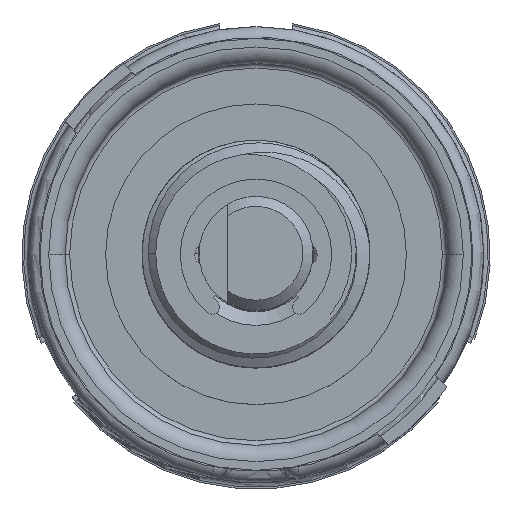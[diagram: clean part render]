
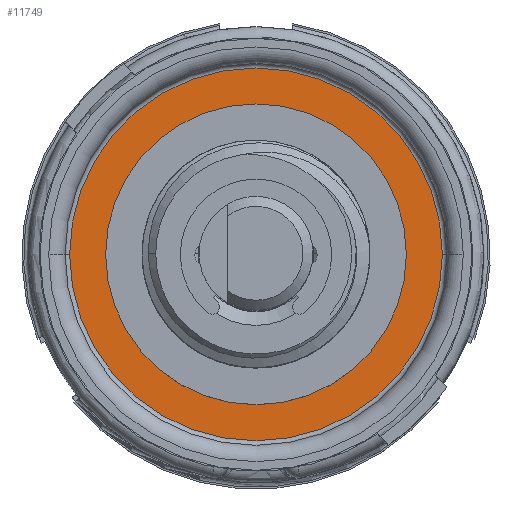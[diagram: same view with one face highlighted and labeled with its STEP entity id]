
A CAD part, top view. The second image highlights one B-rep face of the part: STEP entity #11749.
In plain terms, the highlighted planar face has unit normal (0, 0, 1).
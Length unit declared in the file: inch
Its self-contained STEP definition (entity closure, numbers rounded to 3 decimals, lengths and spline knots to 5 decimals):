
#4916=CARTESIAN_POINT('',(0.,0.,0.418));
#4917=DIRECTION('',(0.,0.,-1.));
#4918=DIRECTION('',(1.,0.,0.));
#4919=AXIS2_PLACEMENT_3D('',#4916,#4917,#4918);
#4929=CARTESIAN_POINT('',(0.,0.,0.418));
#4930=DIRECTION('',(0.,0.,-1.));
#4931=DIRECTION('',(1.,0.,0.));
#4932=AXIS2_PLACEMENT_3D('',#4929,#4930,#4931);
#4934=CARTESIAN_POINT('',(0.,0.,0.418));
#4935=DIRECTION('',(0.,0.,-1.));
#4936=DIRECTION('',(-1.,0.,0.));
#4937=AXIS2_PLACEMENT_3D('',#4934,#4935,#4936);
#5331=CARTESIAN_POINT('',(0.,0.,0.418));
#5332=DIRECTION('',(0.,0.,-1.));
#5333=DIRECTION('',(-1.,0.,0.));
#5334=AXIS2_PLACEMENT_3D('',#5331,#5332,#5333);
#6191=CARTESIAN_POINT('',(-0.165,0.,0.418));
#6192=CARTESIAN_POINT('',(0.165,0.,0.418));
#6193=VERTEX_POINT('',#6191);
#6194=VERTEX_POINT('',#6192);
#6774=CARTESIAN_POINT('',(-0.2045,0.,0.418));
#6776=VERTEX_POINT('',#6774);
#6793=CARTESIAN_POINT('',(0.2045,0.,0.418));
#6794=VERTEX_POINT('',#6793);
#11733=CARTESIAN_POINT('',(0.,0.,0.418));
#11734=DIRECTION('',(0.,0.,1.));
#11735=DIRECTION('',(1.,0.,0.));
#11736=AXIS2_PLACEMENT_3D('',#11733,#11734,#11735);
#11737=PLANE('',#11736);
#11739=ORIENTED_EDGE('',*,*,#11738,.T.);
#11741=ORIENTED_EDGE('',*,*,#11740,.T.);
#11742=EDGE_LOOP('',(#11739,#11741));
#11743=FACE_OUTER_BOUND('',#11742,.F.);
#11745=ORIENTED_EDGE('',*,*,#11744,.F.);
#11746=ORIENTED_EDGE('',*,*,#11723,.F.);
#11747=EDGE_LOOP('',(#11745,#11746));
#11748=FACE_BOUND('',#11747,.F.);
#11749=ADVANCED_FACE('',(#11743,#11748),#11737,.T.);
#4920=CIRCLE('',#4919,0.165);
#4933=CIRCLE('',#4932,0.2045);
#4938=CIRCLE('',#4937,0.2045);
#5335=CIRCLE('',#5334,0.165);
#11723=EDGE_CURVE('',#6194,#6193,#4920,.T.);
#11738=EDGE_CURVE('',#6794,#6776,#4933,.T.);
#11740=EDGE_CURVE('',#6776,#6794,#4938,.T.);
#11744=EDGE_CURVE('',#6193,#6194,#5335,.T.);
